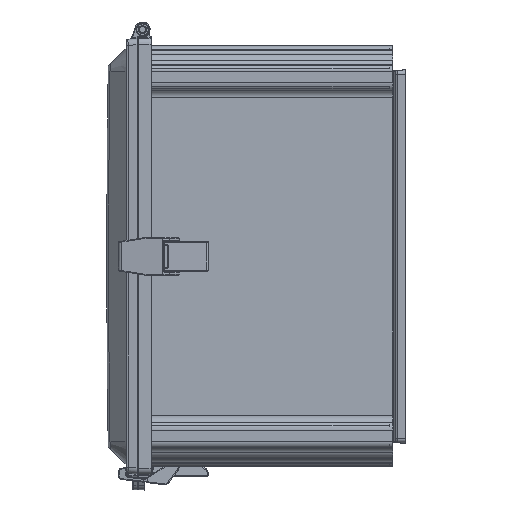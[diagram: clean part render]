
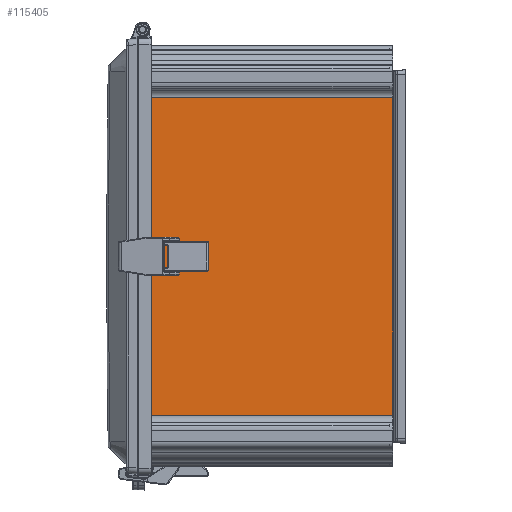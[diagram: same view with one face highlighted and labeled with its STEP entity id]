
A CAD part, left-side view. The second image highlights one B-rep face of the part: STEP entity #115405.
In plain terms, the highlighted planar face has unit normal (-1, 0, 0).
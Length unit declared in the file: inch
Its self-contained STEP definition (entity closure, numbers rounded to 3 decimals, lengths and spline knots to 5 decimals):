
#1853 = ORIENTED_EDGE ( 'NONE', *, *, #41012, .T. ) ;
#8937 = EDGE_CURVE ( 'NONE', #38168, #56054, #70724, .T. ) ;
#11974 = CARTESIAN_POINT ( 'NONE',  ( -9.10626, -0.5, 6.33965 ) ) ;
#13164 = CARTESIAN_POINT ( 'NONE',  ( -9.10626, -0.5, 6.33965 ) ) ;
#13364 = EDGE_CURVE ( 'NONE', #56054, #90915, #47094, .T. ) ;
#14369 = LINE ( 'NONE', #13164, #58471 ) ;
#18914 = VECTOR ( 'NONE', #115928, 39.37008 ) ;
#19479 = CARTESIAN_POINT ( 'NONE',  ( -9.10626, -10.14, 6.33965 ) ) ;
#21805 = LINE ( 'NONE', #11974, #27335 ) ;
#27335 = VECTOR ( 'NONE', #87014, 39.37008 ) ;
#30135 = EDGE_CURVE ( 'NONE', #38168, #106329, #40856, .T. ) ;
#31974 = ORIENTED_EDGE ( 'NONE', *, *, #81284, .F. ) ;
#33818 = CARTESIAN_POINT ( 'NONE',  ( -9.10626, -10.14, 6.33965 ) ) ;
#33830 = CARTESIAN_POINT ( 'NONE',  ( -9.10626, -1., 0.4425 ) ) ;
#35309 = DIRECTION ( 'NONE',  ( 0., 0., 1. ) ) ;
#35823 = VECTOR ( 'NONE', #53303, 39.37008 ) ;
#37834 = VERTEX_POINT ( 'NONE', #33830 ) ;
#38168 = VERTEX_POINT ( 'NONE', #19479 ) ;
#39813 = VERTEX_POINT ( 'NONE', #48983 ) ;
#40165 = ORIENTED_EDGE ( 'NONE', *, *, #82188, .F. ) ;
#40856 = LINE ( 'NONE', #78372, #18914 ) ;
#41012 = EDGE_CURVE ( 'NONE', #106329, #102821, #21805, .T. ) ;
#43686 = CARTESIAN_POINT ( 'NONE',  ( -9.10626, -10.14, -6.33965 ) ) ;
#46016 = DIRECTION ( 'NONE',  ( 0., -1., 0. ) ) ;
#47094 = LINE ( 'NONE', #84633, #104245 ) ;
#48983 = CARTESIAN_POINT ( 'NONE',  ( -9.10626, -1., -0.4425 ) ) ;
#49149 = EDGE_CURVE ( 'NONE', #37834, #102821, #98238, .T. ) ;
#51665 = VERTEX_POINT ( 'NONE', #112374 ) ;
#53303 = DIRECTION ( 'NONE',  ( 0., 1., 0. ) ) ;
#53305 = AXIS2_PLACEMENT_3D ( 'NONE', #61528, #98462, #68964 ) ;
#53784 = LINE ( 'NONE', #119632, #100508 ) ;
#56054 = VERTEX_POINT ( 'NONE', #43686 ) ;
#58109 = EDGE_LOOP ( 'NONE', ( #31974, #88777, #87499, #118835, #78963, #1853, #89878, #40165 ) ) ;
#58471 = VECTOR ( 'NONE', #88791, 39.37008 ) ;
#61528 = CARTESIAN_POINT ( 'NONE',  ( -9.10626, -35.34214, 6.33965 ) ) ;
#68964 = DIRECTION ( 'NONE',  ( 0., 0., -1. ) ) ;
#70724 = LINE ( 'NONE', #33818, #85341 ) ;
#71554 = EDGE_CURVE ( 'NONE', #51665, #90915, #14369, .T. ) ;
#73720 = CARTESIAN_POINT ( 'NONE',  ( -9.10626, -35.34214, -0.4425 ) ) ;
#78372 = CARTESIAN_POINT ( 'NONE',  ( -9.10626, -35.34214, 6.33965 ) ) ;
#78804 = FACE_OUTER_BOUND ( 'NONE', #58109, .T. ) ;
#78963 = ORIENTED_EDGE ( 'NONE', *, *, #30135, .T. ) ;
#81284 = EDGE_CURVE ( 'NONE', #51665, #39813, #121111, .T. ) ;
#82188 = EDGE_CURVE ( 'NONE', #39813, #37834, #53784, .T. ) ;
#82765 = VECTOR ( 'NONE', #46016, 39.37008 ) ;
#84633 = CARTESIAN_POINT ( 'NONE',  ( -9.10626, -35.34214, -6.33965 ) ) ;
#85341 = VECTOR ( 'NONE', #118128, 39.37008 ) ;
#87014 = DIRECTION ( 'NONE',  ( 0., 0., -1. ) ) ;
#87108 = CARTESIAN_POINT ( 'NONE',  ( -9.10626, -0.5, 6.33965 ) ) ;
#87499 = ORIENTED_EDGE ( 'NONE', *, *, #13364, .F. ) ;
#88005 = PLANE ( 'NONE',  #53305 ) ;
#88777 = ORIENTED_EDGE ( 'NONE', *, *, #71554, .T. ) ;
#88791 = DIRECTION ( 'NONE',  ( 0., 0., -1. ) ) ;
#89878 = ORIENTED_EDGE ( 'NONE', *, *, #49149, .F. ) ;
#90915 = VERTEX_POINT ( 'NONE', #92822 ) ;
#92822 = CARTESIAN_POINT ( 'NONE',  ( -9.10626, -0.5, -6.33965 ) ) ;
#98238 = LINE ( 'NONE', #99443, #35823 ) ;
#98462 = DIRECTION ( 'NONE',  ( 1., 0., 0. ) ) ;
#99443 = CARTESIAN_POINT ( 'NONE',  ( -9.10626, -35.34214, 0.4425 ) ) ;
#100508 = VECTOR ( 'NONE', #35309, 39.37008 ) ;
#102821 = VERTEX_POINT ( 'NONE', #120746 ) ;
#104245 = VECTOR ( 'NONE', #106749, 39.37008 ) ;
#106329 = VERTEX_POINT ( 'NONE', #87108 ) ;
#106749 = DIRECTION ( 'NONE',  ( 0., 1., 0. ) ) ;
#112374 = CARTESIAN_POINT ( 'NONE',  ( -9.10626, -0.5, -0.4425 ) ) ;
#115405 = ADVANCED_FACE ( 'NONE', ( #78804 ), #88005, .F. ) ;
#115928 = DIRECTION ( 'NONE',  ( 0., 1., 0. ) ) ;
#118128 = DIRECTION ( 'NONE',  ( 0., 0., -1. ) ) ;
#118835 = ORIENTED_EDGE ( 'NONE', *, *, #8937, .F. ) ;
#119632 = CARTESIAN_POINT ( 'NONE',  ( -9.10626, -1., 6.33965 ) ) ;
#120746 = CARTESIAN_POINT ( 'NONE',  ( -9.10626, -0.5, 0.4425 ) ) ;
#121111 = LINE ( 'NONE', #73720, #82765 ) ;
